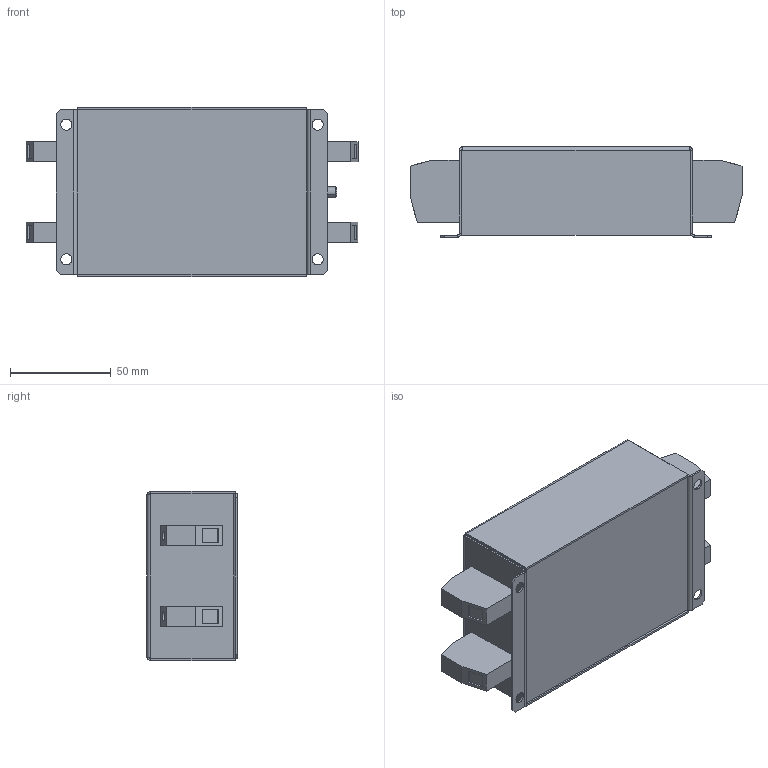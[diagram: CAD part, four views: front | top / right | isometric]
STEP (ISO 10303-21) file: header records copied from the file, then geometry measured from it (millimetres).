
FILE_DESCRIPTION (( 'STEP AP214' ), '1' );
FILE_NAME ('190434.STEP', '2020-05-28T23:04:02', ( '' ), ( '' ), 'SwSTEP 2.0', 'SolidWorks 2018', '' );
FILE_SCHEMA (( 'AUTOMOTIVE_DESIGN' ));
Length unit declared in the file: millimetre
Products named in the file (1): 190434
Bounding box: 165 x 45 x 84 mm (x, y, z)
Volume: 449692.7 mm3; surface area: 48395.3 mm2
Topology: 1 solids, 1 shells, 217 faces, 533 edges, 334 vertices
Faces by surface type: plane 130, cylinder 46, cone 27, bspline 12, torus 2
Entity records: 6949 total; most frequent: CARTESIAN_POINT 1849, ORIENTED_EDGE 1066, DIRECTION 1005, EDGE_CURVE 533, VECTOR 337, LINE 337, VERTEX_POINT 334, AXIS2_PLACEMENT_3D 334
